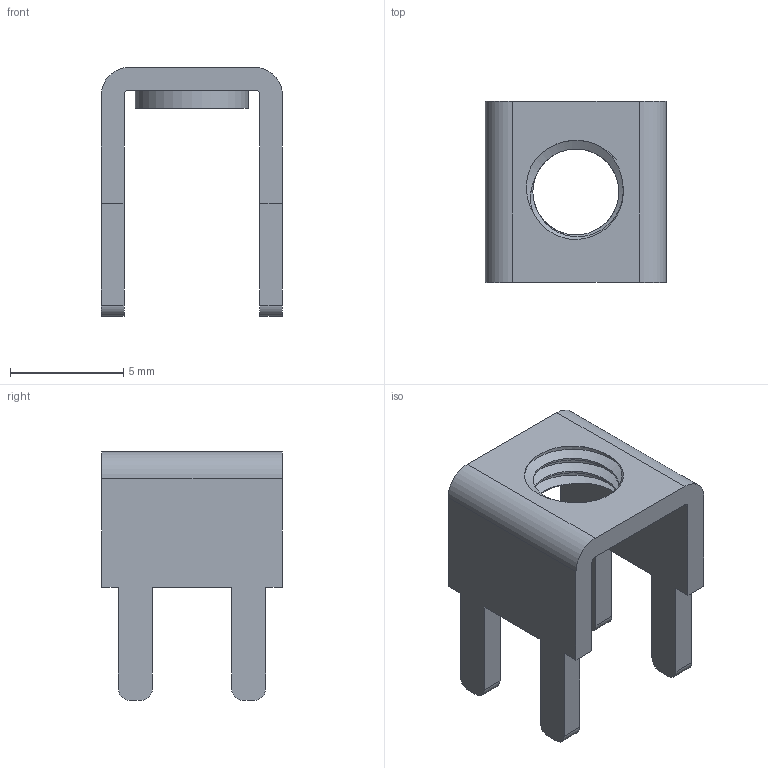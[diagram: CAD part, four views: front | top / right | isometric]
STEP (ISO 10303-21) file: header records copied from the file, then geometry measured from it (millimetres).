
FILE_DESCRIPTION (( 'STEP AP203' ), '1' );
FILE_NAME ('3D_PCB1_2025-04-29.STEP', '2025-04-29T08:33:00', ( '' ), ( '' ), 'SwSTEP 2.0', 'SolidWorks 2022', '' );
FILE_SCHEMA (( 'CONFIG_CONTROL_DESIGN' ));
Length unit declared in the file: millimetre
Products named in the file (2): 复件 2Vcf-U1-CONN-TH_8060500M4^3D_PCB1_2025-04-29; 3D_PCB1_2025-04-29
Assembly tree (1 placements, depth 2):
  3D_PCB1_2025-04-29
    复件 2Vcf-U1-CONN-TH_8060500M4^3D_PCB1_2025-04-29
Bounding box: 8.01 x 8 x 11 mm (x, y, z)
Volume: 158.9 mm3; surface area: 449.2 mm2
Topology: 1 solids, 1 shells, 277 faces, 764 edges, 509 vertices
Faces by surface type: plane 153, bspline 101, cylinder 20, cone 3
Entity records: 11039 total; most frequent: CARTESIAN_POINT 4489, ORIENTED_EDGE 1528, DIRECTION 934, EDGE_CURVE 764, VERTEX_POINT 509, VECTOR 508, LINE 508, EDGE_LOOP 299
